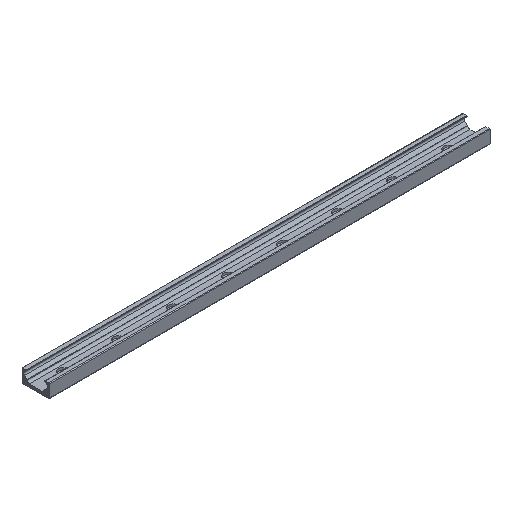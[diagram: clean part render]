
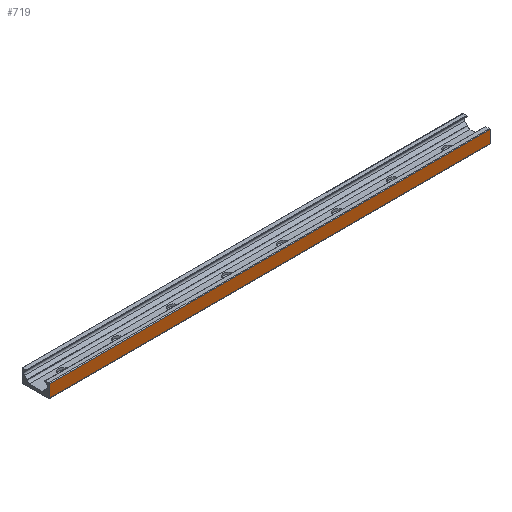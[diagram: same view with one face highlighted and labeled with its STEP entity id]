
A CAD part, isometric view. The second image highlights one B-rep face of the part: STEP entity #719.
In plain terms, the highlighted planar face has unit normal (0, -1, 0).
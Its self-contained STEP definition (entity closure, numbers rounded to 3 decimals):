
#64 = CARTESIAN_POINT ( 'NONE',  ( 640., -20.005, 8.88 ) ) ;
#121 = VERTEX_POINT ( 'NONE', #1738 ) ;
#226 = AXIS2_PLACEMENT_3D ( 'NONE', #2037, #1344, #1694 ) ;
#259 = DIRECTION ( 'NONE',  ( 0., 0., 1. ) ) ;
#305 = FACE_OUTER_BOUND ( 'NONE', #971, .T. ) ;
#306 = ORIENTED_EDGE ( 'NONE', *, *, #1054, .T. ) ;
#336 = CARTESIAN_POINT ( 'NONE',  ( 0., -20.005, -8.88 ) ) ;
#642 = DIRECTION ( 'NONE',  ( 0., 0., 1. ) ) ;
#662 = VERTEX_POINT ( 'NONE', #64 ) ;
#664 = LINE ( 'NONE', #1526, #1854 ) ;
#719 = ADVANCED_FACE ( 'NONE', ( #305 ), #982, .F. ) ;
#879 = LINE ( 'NONE', #1570, #1188 ) ;
#971 = EDGE_LOOP ( 'NONE', ( #2053, #1712, #1828, #306 ) ) ;
#982 = PLANE ( 'NONE',  #226 ) ;
#1048 = CARTESIAN_POINT ( 'NONE',  ( 640., -20.005, -8.88 ) ) ;
#1054 = EDGE_CURVE ( 'NONE', #2214, #662, #1250, .T. ) ;
#1060 = DIRECTION ( 'NONE',  ( 1., 0., 0. ) ) ;
#1107 = EDGE_CURVE ( 'NONE', #1246, #121, #664, .T. ) ;
#1180 = CARTESIAN_POINT ( 'NONE',  ( 1100., -20.005, 8.88 ) ) ;
#1188 = VECTOR ( 'NONE', #2056, 1000. ) ;
#1229 = LINE ( 'NONE', #1180, #1841 ) ;
#1246 = VERTEX_POINT ( 'NONE', #336 ) ;
#1250 = LINE ( 'NONE', #1809, #1746 ) ;
#1344 = DIRECTION ( 'NONE',  ( 0., 1., 0. ) ) ;
#1353 = EDGE_CURVE ( 'NONE', #121, #662, #1229, .T. ) ;
#1526 = CARTESIAN_POINT ( 'NONE',  ( 0., -20.005, -9.87 ) ) ;
#1570 = CARTESIAN_POINT ( 'NONE',  ( 1100., -20.005, -8.88 ) ) ;
#1694 = DIRECTION ( 'NONE',  ( 0., 0., 1. ) ) ;
#1712 = ORIENTED_EDGE ( 'NONE', *, *, #1107, .F. ) ;
#1716 = EDGE_CURVE ( 'NONE', #2214, #1246, #879, .T. ) ;
#1738 = CARTESIAN_POINT ( 'NONE',  ( 0., -20.005, 8.88 ) ) ;
#1746 = VECTOR ( 'NONE', #259, 1000. ) ;
#1809 = CARTESIAN_POINT ( 'NONE',  ( 640., -20.005, -9.87 ) ) ;
#1828 = ORIENTED_EDGE ( 'NONE', *, *, #1716, .F. ) ;
#1841 = VECTOR ( 'NONE', #1060, 1000. ) ;
#1854 = VECTOR ( 'NONE', #642, 1000. ) ;
#2037 = CARTESIAN_POINT ( 'NONE',  ( 1100., -20.005, 8.88 ) ) ;
#2053 = ORIENTED_EDGE ( 'NONE', *, *, #1353, .F. ) ;
#2056 = DIRECTION ( 'NONE',  ( -1., 0., 0. ) ) ;
#2214 = VERTEX_POINT ( 'NONE', #1048 ) ;
